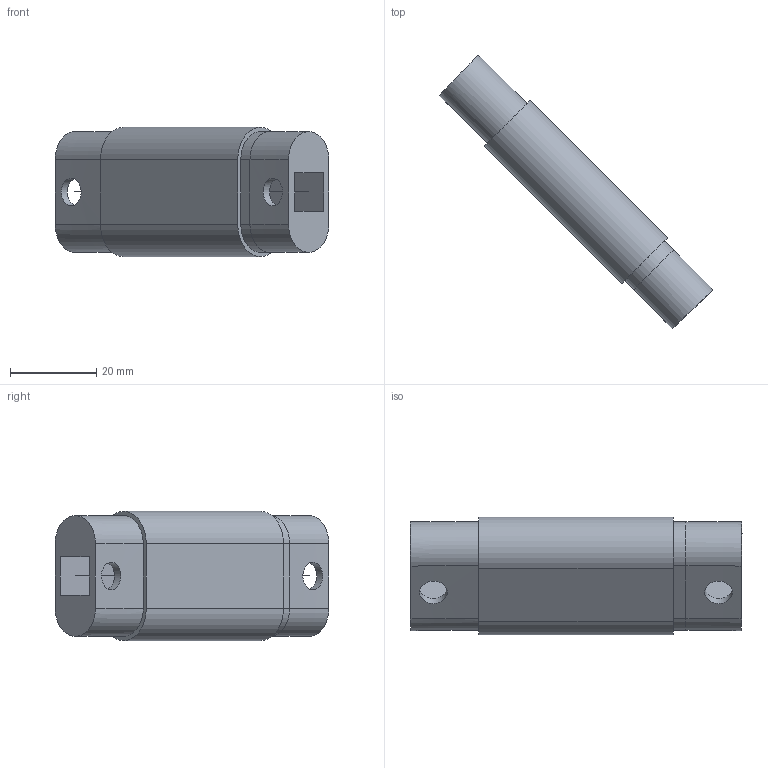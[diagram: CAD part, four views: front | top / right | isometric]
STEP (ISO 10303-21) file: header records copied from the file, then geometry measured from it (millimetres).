
FILE_DESCRIPTION(/* description */ (''),/* implementation_level */ '2;1');
FILE_NAME(/* name */ 'long tube c.step',/* time_stamp */ '2018-06-01T20:44:01-04:00',/* author */ (''),/* organization */ (''),/* preprocessor_version */ 'ST-DEVELOPER v17',/* originating_system */ 'Autodesk Translation Framework v7.1.0.215',/* authorisation */ '');
FILE_SCHEMA (('AUTOMOTIVE_DESIGN { 1 0 10303 214 3 1 1 }'));
Length unit declared in the file: millimetre
Products named in the file (1): FusionComponent
Bounding box: 63.48 x 63.48 x 30 mm (x, y, z)
Volume: 23562.3 mm3; surface area: 8592.7 mm2
Topology: 1 solids, 1 shells, 44 faces, 110 edges, 74 vertices
Faces by surface type: plane 18, cylinder 12, torus 6, bspline 4, cone 4
Full cylindrical faces by diameter (mm): 6.4 x2
Entity records: 1574 total; most frequent: CARTESIAN_POINT 462, DIRECTION 224, ORIENTED_EDGE 220, EDGE_CURVE 110, AXIS2_PLACEMENT_3D 83, VERTEX_POINT 74, LINE 58, VECTOR 58
